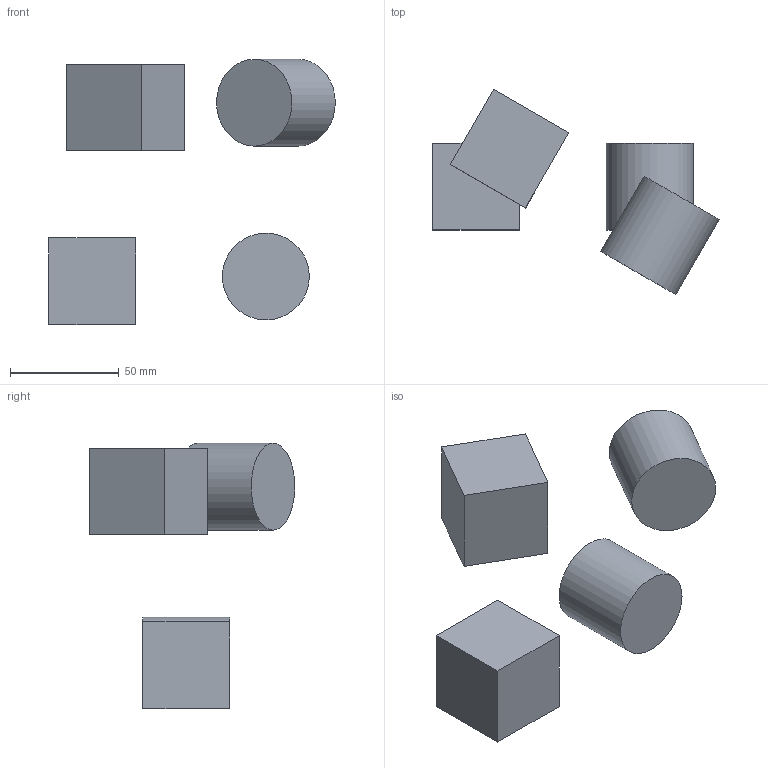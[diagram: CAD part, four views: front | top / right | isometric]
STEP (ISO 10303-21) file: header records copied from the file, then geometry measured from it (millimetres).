
FILE_DESCRIPTION(/* description */ (''),/* implementation_level */ '2;1');
FILE_NAME(/* name */ '8_rotationTest.step',/* time_stamp */ '2022-08-23T01:31:58+01:00',/* author */ (''),/* organization */ (''),/* preprocessor_version */ 'ST-DEVELOPER v19',/* originating_system */ 'Autodesk Translation Framework v11.7.0.108',/* authorisation */ '');
FILE_SCHEMA (('AUTOMOTIVE_DESIGN { 1 0 10303 214 3 1 1 }'));
Length unit declared in the file: millimetre
Products named in the file (5): 8_rotationTest; world; vol1; box (1); cylinder (1)
Assembly tree (5 placements, depth 4):
  8_rotationTest
    world
      vol1  x2
        box (1)
        cylinder (1)
Bounding box: 131.91 x 94.61 x 122.19 mm (x, y, z)
Volume: 228531 mm3; surface area: 34279.6 mm2
Topology: 4 solids, 4 shells, 18 faces, 30 edges, 20 vertices
Faces by surface type: plane 16, cylinder 2
Full cylindrical faces by diameter (mm): 40 x2
Entity records: 344 total; most frequent: DIRECTION 55, CARTESIAN_POINT 44, ORIENTED_EDGE 30, AXIS2_PLACEMENT_3D 21, EDGE_CURVE 15, LINE 13, VECTOR 13, VERTEX_POINT 10
